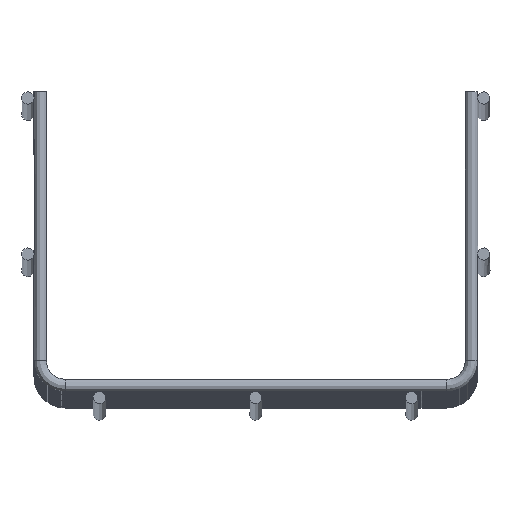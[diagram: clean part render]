
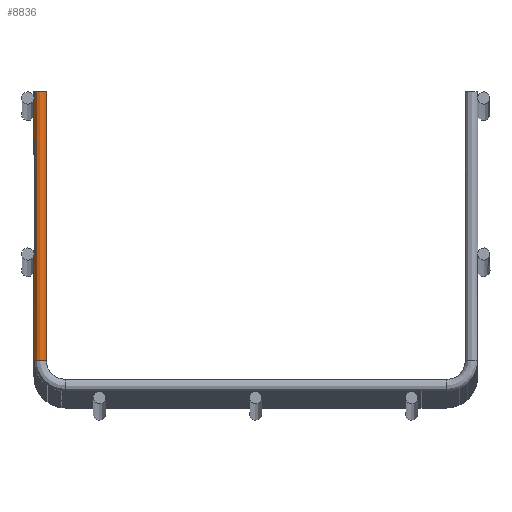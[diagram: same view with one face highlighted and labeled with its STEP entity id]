
A CAD part, top view. The second image highlights one B-rep face of the part: STEP entity #8836.
In plain terms, the highlighted cylindrical face has radius 2 mm (diameter 4 mm), a full revolution.
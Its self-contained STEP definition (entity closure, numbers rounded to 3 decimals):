
#46 = ORIENTED_EDGE ( 'NONE', *, *, #5450, .T. ) ;
#356 = FACE_BOUND ( 'NONE', #8255, .T. ) ;
#380 = CARTESIAN_POINT ( 'NONE',  ( -71.1, 91.476, 0.083 ) ) ;
#554 = VERTEX_POINT ( 'NONE', #3619 ) ;
#861 = CARTESIAN_POINT ( 'NONE',  ( -71.024, 92.429, -0.56 ) ) ;
#940 = DIRECTION ( 'NONE',  ( 0., 0., 1. ) ) ;
#1088 = CARTESIAN_POINT ( 'NONE',  ( -71.024, 92.429, 0.56 ) ) ;
#1141 = CARTESIAN_POINT ( 'NONE',  ( -71.1, 41.476, 0. ) ) ;
#1155 = CARTESIAN_POINT ( 'NONE',  ( -71.1, 41.476, -0.083 ) ) ;
#1166 = CARTESIAN_POINT ( 'NONE',  ( -71., 42.265, 0.625 ) ) ;
#1265 = DIRECTION ( 'NONE',  ( 0., 1., 0. ) ) ;
#1273 = CARTESIAN_POINT ( 'NONE',  ( -71.1, 91.476, 0. ) ) ;
#1437 = CARTESIAN_POINT ( 'NONE',  ( -71.063, 41.598, 0.387 ) ) ;
#2052 = CARTESIAN_POINT ( 'NONE',  ( -71.024, 41.77, -0.559 ) ) ;
#2517 = CARTESIAN_POINT ( 'NONE',  ( -71.063, 91.598, -0.387 ) ) ;
#2563 = CARTESIAN_POINT ( 'NONE',  ( -71.076, 41.552, -0.317 ) ) ;
#2636 = CARTESIAN_POINT ( 'NONE',  ( -71., 92.265, 0.625 ) ) ;
#2925 = CARTESIAN_POINT ( 'NONE',  ( -71.1, 91.476, -0.083 ) ) ;
#2967 = FACE_OUTER_BOUND ( 'NONE', #8001, .T. ) ;
#3132 = CARTESIAN_POINT ( 'NONE',  ( -71.024, 42.429, 0.56 ) ) ;
#3136 = VERTEX_POINT ( 'NONE', #8718 ) ;
#3141 = CIRCLE ( 'NONE', #5124, 2. ) ;
#3222 = CARTESIAN_POINT ( 'NONE',  ( -71.076, 42.66, 0.329 ) ) ;
#3588 = CARTESIAN_POINT ( 'NONE',  ( -71.076, 41.553, 0.317 ) ) ;
#3619 = CARTESIAN_POINT ( 'NONE',  ( -69.1, 8., 2. ) ) ;
#3912 = CARTESIAN_POINT ( 'NONE',  ( -71.076, 91.553, 0.317 ) ) ;
#4075 = CARTESIAN_POINT ( 'NONE',  ( -69.1, 8., 0. ) ) ;
#4289 = ORIENTED_EDGE ( 'NONE', *, *, #5481, .T. ) ;
#4310 = CARTESIAN_POINT ( 'NONE',  ( -71.076, 92.66, 0.329 ) ) ;
#4503 = CARTESIAN_POINT ( 'NONE',  ( -71.1, 41.476, 0. ) ) ;
#4823 = CARTESIAN_POINT ( 'NONE',  ( -71.095, 41.491, 0.165 ) ) ;
#5124 = AXIS2_PLACEMENT_3D ( 'NONE', #11236, #1265, #940 ) ;
#5337 = FACE_OUTER_BOUND ( 'NONE', #9878, .T. ) ;
#5368 = CARTESIAN_POINT ( 'NONE',  ( -71.024, 42.429, -0.56 ) ) ;
#5418 = CARTESIAN_POINT ( 'NONE',  ( -71.1, 41.476, 0.083 ) ) ;
#5437 = EDGE_CURVE ( 'NONE', #3136, #3136, #8104, .T. ) ;
#5450 = EDGE_CURVE ( 'NONE', #554, #554, #9870, .T. ) ;
#5465 = EDGE_CURVE ( 'NONE', #9602, #9602, #3141, .T. ) ;
#5474 = CARTESIAN_POINT ( 'NONE',  ( -71.1, 42.725, 0.164 ) ) ;
#5481 = EDGE_CURVE ( 'NONE', #7485, #7485, #10404, .T. ) ;
#5823 = CARTESIAN_POINT ( 'NONE',  ( -71.1, 41.476, 0. ) ) ;
#5918 = DIRECTION ( 'NONE',  ( 0., 0., 1. ) ) ;
#6047 = CARTESIAN_POINT ( 'NONE',  ( -71., 41.935, -0.624 ) ) ;
#6160 = CARTESIAN_POINT ( 'NONE',  ( -71.095, 91.491, -0.165 ) ) ;
#6383 = CARTESIAN_POINT ( 'NONE',  ( -69.1, 8., 0. ) ) ;
#6401 = CARTESIAN_POINT ( 'NONE',  ( -71.1, 42.724, -0.164 ) ) ;
#6419 = DIRECTION ( 'NONE',  ( 0., 1., 0. ) ) ;
#6840 = DIRECTION ( 'NONE',  ( -1., 0., 0. ) ) ;
#6901 = CARTESIAN_POINT ( 'NONE',  ( -71.1, 91.476, 0. ) ) ;
#6996 = CARTESIAN_POINT ( 'NONE',  ( -71., 42.265, -0.625 ) ) ;
#7485 = VERTEX_POINT ( 'NONE', #4503 ) ;
#7529 = CARTESIAN_POINT ( 'NONE',  ( -71.063, 91.598, 0.387 ) ) ;
#7590 = CARTESIAN_POINT ( 'NONE',  ( -71.1, 92.724, -0.164 ) ) ;
#7888 = CARTESIAN_POINT ( 'NONE',  ( -71., 91.935, -0.624 ) ) ;
#8001 = EDGE_LOOP ( 'NONE', ( #10146 ) ) ;
#8048 = AXIS2_PLACEMENT_3D ( 'NONE', #4075, #9007, #5918 ) ;
#8104 = B_SPLINE_CURVE_WITH_KNOTS ( 'NONE', 3,
 ( #1273, #2925, #6160, #8906, #2517, #11175, #7888, #9163, #861, #9869, #7590, #10612, #4310, #1088, #2636, #9775, #9892, #7529, #3912, #11030, #380, #6901 ),
 .UNSPECIFIED., .T., .F.,
 ( 4, 2, 2, 2, 2, 2, 2, 2, 2, 2, 4 ),
 ( 0., 0., 0., 0.001, 0.001, 0.002, 0.002, 0.003, 0.003, 0.004, 0.004 ),
 .UNSPECIFIED. ) ;
#8253 = CARTESIAN_POINT ( 'NONE',  ( -71.024, 41.771, 0.559 ) ) ;
#8255 = EDGE_LOOP ( 'NONE', ( #4289 ) ) ;
#8277 = CARTESIAN_POINT ( 'NONE',  ( -71.095, 41.491, -0.165 ) ) ;
#8441 = CARTESIAN_POINT ( 'NONE',  ( -71.076, 42.66, -0.329 ) ) ;
#8669 = AXIS2_PLACEMENT_3D ( 'NONE', #6383, #6419, #6840 ) ;
#8707 = ORIENTED_EDGE ( 'NONE', *, *, #5437, .T. ) ;
#8718 = CARTESIAN_POINT ( 'NONE',  ( -71.1, 91.476, 0. ) ) ;
#8836 = ADVANCED_FACE ( 'NONE', ( #9467, #5337, #2967, #356 ), #9216, .T. ) ;
#8906 = CARTESIAN_POINT ( 'NONE',  ( -71.076, 91.552, -0.317 ) ) ;
#9007 = DIRECTION ( 'NONE',  ( 0., 1., 0. ) ) ;
#9163 = CARTESIAN_POINT ( 'NONE',  ( -71., 92.265, -0.625 ) ) ;
#9216 = CYLINDRICAL_SURFACE ( 'NONE', #8669, 2. ) ;
#9467 = FACE_BOUND ( 'NONE', #10123, .T. ) ;
#9518 = CARTESIAN_POINT ( 'NONE',  ( -69.1, 94.1, 2. ) ) ;
#9602 = VERTEX_POINT ( 'NONE', #9518 ) ;
#9775 = CARTESIAN_POINT ( 'NONE',  ( -71., 91.935, 0.624 ) ) ;
#9869 = CARTESIAN_POINT ( 'NONE',  ( -71.076, 92.66, -0.329 ) ) ;
#9870 = CIRCLE ( 'NONE', #8048, 2. ) ;
#9878 = EDGE_LOOP ( 'NONE', ( #46 ) ) ;
#9892 = CARTESIAN_POINT ( 'NONE',  ( -71.024, 91.771, 0.559 ) ) ;
#10123 = EDGE_LOOP ( 'NONE', ( #8707 ) ) ;
#10146 = ORIENTED_EDGE ( 'NONE', *, *, #5465, .F. ) ;
#10161 = CARTESIAN_POINT ( 'NONE',  ( -71.063, 41.598, -0.387 ) ) ;
#10404 = B_SPLINE_CURVE_WITH_KNOTS ( 'NONE', 3,
 ( #5823, #1155, #8277, #2563, #10161, #2052, #6047, #6996, #5368, #8441, #6401, #5474, #3222, #3132, #1166, #10419, #8253, #1437, #3588, #4823, #5418, #1141 ),
 .UNSPECIFIED., .T., .F.,
 ( 4, 2, 2, 2, 2, 2, 2, 2, 2, 2, 4 ),
 ( 0., 0., 0., 0.001, 0.001, 0.002, 0.002, 0.003, 0.003, 0.004, 0.004 ),
 .UNSPECIFIED. ) ;
#10419 = CARTESIAN_POINT ( 'NONE',  ( -71., 41.935, 0.624 ) ) ;
#10612 = CARTESIAN_POINT ( 'NONE',  ( -71.1, 92.725, 0.164 ) ) ;
#11030 = CARTESIAN_POINT ( 'NONE',  ( -71.095, 91.491, 0.165 ) ) ;
#11175 = CARTESIAN_POINT ( 'NONE',  ( -71.024, 91.77, -0.559 ) ) ;
#11236 = CARTESIAN_POINT ( 'NONE',  ( -69.1, 94.1, 0. ) ) ;
